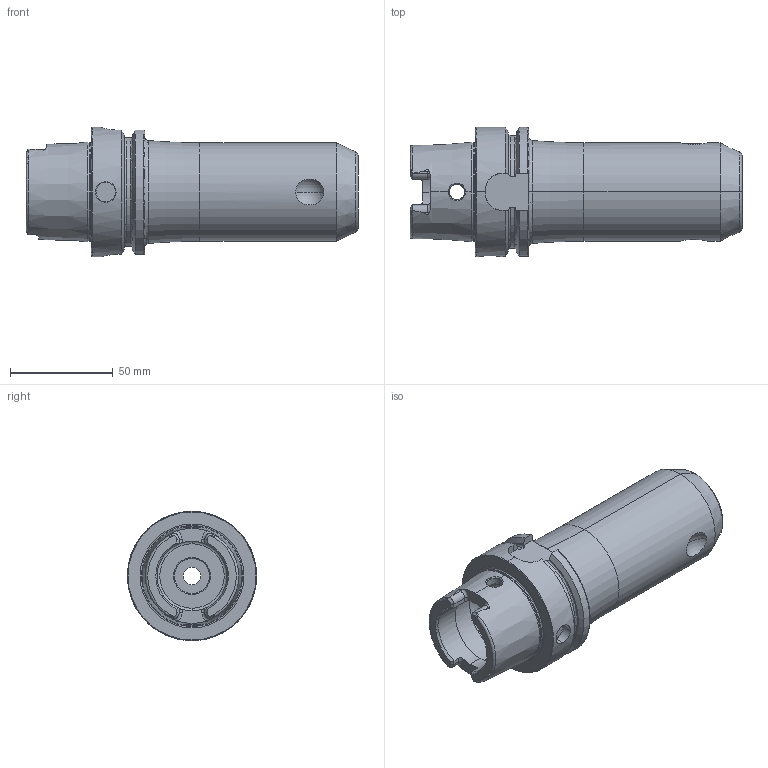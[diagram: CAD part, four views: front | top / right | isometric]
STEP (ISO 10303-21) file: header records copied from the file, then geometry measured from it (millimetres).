
FILE_DESCRIPTION (( 'STEP AP203' ), '1' );
FILE_NAME ('HA6-W18.K01.130.STEP', '2012-10-30T10:17:09', ( 'baer' ), ( 'Hewlett-Packard Company' ), 'SwSTEP 2.0', 'SolidWorks 2012', '' );
FILE_SCHEMA (( 'CONFIG_CONTROL_DESIGN' ));
Length unit declared in the file: millimetre
Products named in the file (3): HA6-W18.K01.130; W16-ER1.001.016; HA6-W18.K01.130_A_Fertigbearbeitung
Assembly tree (2 placements, depth 2):
  HA6-W18.K01.130
    HA6-W18.K01.130_A_Fertigbearbeitung
    W16-ER1.001.016
Bounding box: 161.9 x 63 x 63 mm (x, y, z)
Volume: 251566.1 mm3; surface area: 42899.1 mm2
Topology: 2 solids, 2 shells, 211 faces, 541 edges, 338 vertices
Faces by surface type: plane 59, cylinder 57, torus 41, cone 38, bspline 14, sphere 2
Entity records: 8662 total; most frequent: CARTESIAN_POINT 3439, ORIENTED_EDGE 1078, DIRECTION 982, EDGE_CURVE 539, AXIS2_PLACEMENT_3D 402, VERTEX_POINT 338, EDGE_LOOP 225, FACE_OUTER_BOUND 211
